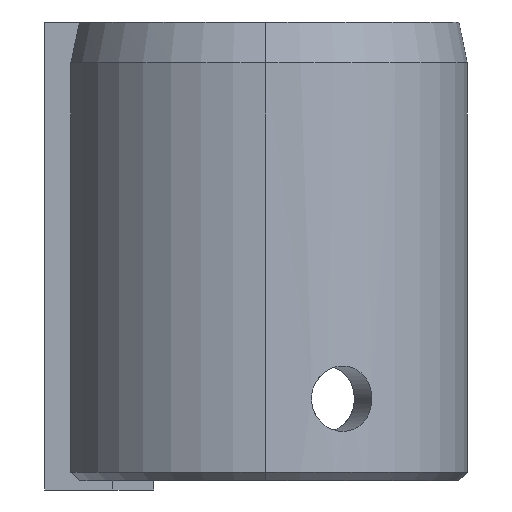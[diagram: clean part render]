
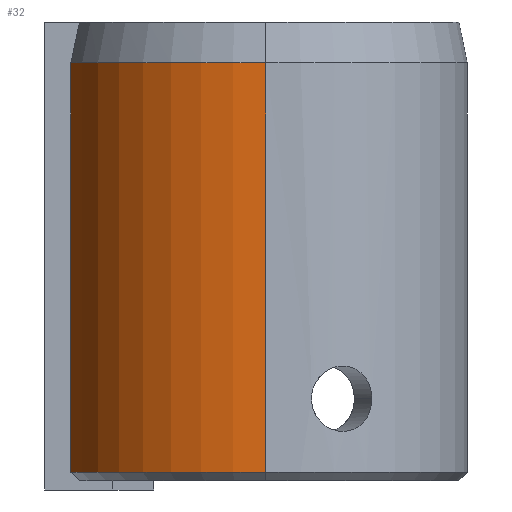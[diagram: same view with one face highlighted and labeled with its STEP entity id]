
A CAD part, left-side view. The second image highlights one B-rep face of the part: STEP entity #32.
In plain terms, the highlighted cylindrical face has radius 24.606 mm (diameter 49.212 mm), a partial arc.
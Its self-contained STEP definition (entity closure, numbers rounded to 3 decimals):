
#32 = ADVANCED_FACE ( 'NONE', ( #1098 ), #65, .T. ) ;
#54 = EDGE_LOOP ( 'NONE', ( #827, #344, #1208, #797 ) ) ;
#65 = CYLINDRICAL_SURFACE ( 'NONE', #302, 24.606 ) ;
#82 = DIRECTION ( 'NONE',  ( -1., 0., 0. ) ) ;
#102 = EDGE_CURVE ( 'NONE', #128, #1093, #505, .T. ) ;
#128 = VERTEX_POINT ( 'NONE', #861 ) ;
#133 = EDGE_CURVE ( 'NONE', #459, #320, #236, .T. ) ;
#176 = VECTOR ( 'NONE', #329, 1000. ) ;
#185 = DIRECTION ( 'NONE',  ( 0., 0., -1. ) ) ;
#227 = CARTESIAN_POINT ( 'NONE',  ( -24.606, 0., 28. ) ) ;
#230 = CARTESIAN_POINT ( 'NONE',  ( -24.606, 0., -27. ) ) ;
#236 = CIRCLE ( 'NONE', #811, 24.606 ) ;
#275 = CARTESIAN_POINT ( 'NONE',  ( 0., 0., 28. ) ) ;
#282 = DIRECTION ( 'NONE',  ( -1., 0., 0. ) ) ;
#301 = DIRECTION ( 'NONE',  ( 0., 0., -1. ) ) ;
#302 = AXIS2_PLACEMENT_3D ( 'NONE', #275, #185, #282 ) ;
#320 = VERTEX_POINT ( 'NONE', #230 ) ;
#329 = DIRECTION ( 'NONE',  ( 0., 0., -1. ) ) ;
#344 = ORIENTED_EDGE ( 'NONE', *, *, #102, .T. ) ;
#459 = VERTEX_POINT ( 'NONE', #578 ) ;
#496 = CARTESIAN_POINT ( 'NONE',  ( -6.35, 23.773, 28. ) ) ;
#505 = CIRCLE ( 'NONE', #1024, 24.606 ) ;
#578 = CARTESIAN_POINT ( 'NONE',  ( -6.35, 23.773, -27. ) ) ;
#655 = CARTESIAN_POINT ( 'NONE',  ( 0., 0., -27. ) ) ;
#688 = DIRECTION ( 'NONE',  ( 0., 0., -1. ) ) ;
#706 = CARTESIAN_POINT ( 'NONE',  ( -6.35, 23.773, 23. ) ) ;
#711 = EDGE_CURVE ( 'NONE', #1093, #459, #713, .T. ) ;
#713 = LINE ( 'NONE', #496, #1176 ) ;
#797 = ORIENTED_EDGE ( 'NONE', *, *, #133, .T. ) ;
#811 = AXIS2_PLACEMENT_3D ( 'NONE', #655, #1146, #854 ) ;
#827 = ORIENTED_EDGE ( 'NONE', *, *, #1139, .F. ) ;
#854 = DIRECTION ( 'NONE',  ( -1., 0., 0. ) ) ;
#861 = CARTESIAN_POINT ( 'NONE',  ( -24.606, 0., 23. ) ) ;
#1024 = AXIS2_PLACEMENT_3D ( 'NONE', #1304, #688, #82 ) ;
#1093 = VERTEX_POINT ( 'NONE', #706 ) ;
#1098 = FACE_OUTER_BOUND ( 'NONE', #54, .T. ) ;
#1139 = EDGE_CURVE ( 'NONE', #128, #320, #1234, .T. ) ;
#1146 = DIRECTION ( 'NONE',  ( 0., 0., 1. ) ) ;
#1176 = VECTOR ( 'NONE', #301, 1000. ) ;
#1208 = ORIENTED_EDGE ( 'NONE', *, *, #711, .T. ) ;
#1234 = LINE ( 'NONE', #227, #176 ) ;
#1304 = CARTESIAN_POINT ( 'NONE',  ( 0., 0., 23. ) ) ;
